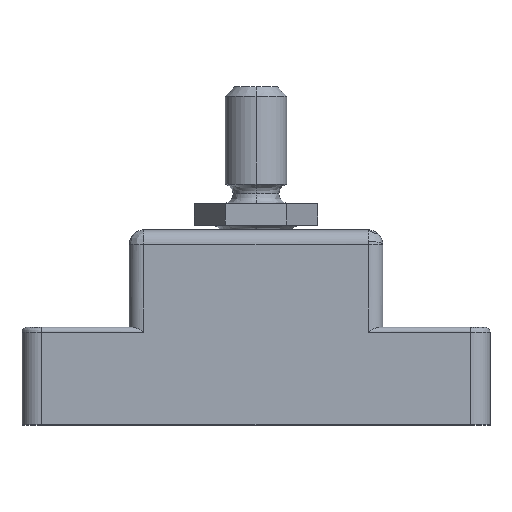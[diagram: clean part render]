
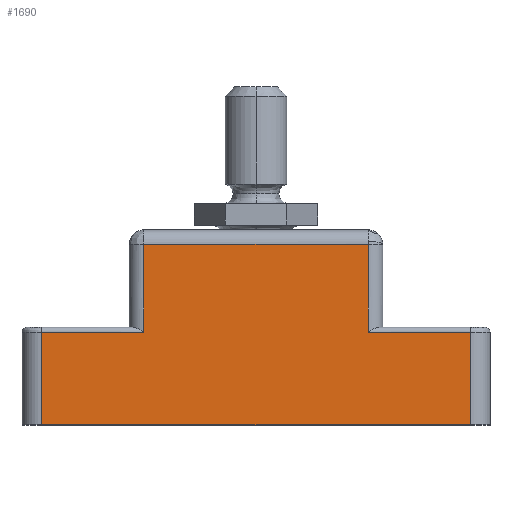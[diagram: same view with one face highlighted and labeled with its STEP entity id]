
A CAD part, top view. The second image highlights one B-rep face of the part: STEP entity #1690.
In plain terms, the highlighted planar face has unit normal (0, 0, 1).
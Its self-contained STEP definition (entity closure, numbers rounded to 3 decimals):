
#8 = VECTOR ( 'NONE', #5001, 1000. ) ;
#212 = LINE ( 'NONE', #19896, #2546 ) ;
#332 = ORIENTED_EDGE ( 'NONE', *, *, #16696, .F. ) ;
#634 = VERTEX_POINT ( 'NONE', #24539 ) ;
#1479 = ORIENTED_EDGE ( 'NONE', *, *, #7268, .F. ) ;
#1673 = DIRECTION ( 'NONE',  ( 0., 0., -1. ) ) ;
#1690 = ADVANCED_FACE ( 'NONE', ( #23316 ), #5451, .F. ) ;
#2062 = VERTEX_POINT ( 'NONE', #10132 ) ;
#2546 = VECTOR ( 'NONE', #4114, 1000. ) ;
#2725 = EDGE_LOOP ( 'NONE', ( #11719, #5698, #12867, #14251, #1479, #6223, #332, #11578 ) ) ;
#2726 = DIRECTION ( 'NONE',  ( -1., 0., 0. ) ) ;
#3154 = DIRECTION ( 'NONE',  ( 1., 0., 0. ) ) ;
#4114 = DIRECTION ( 'NONE',  ( 0., 1., 0. ) ) ;
#5001 = DIRECTION ( 'NONE',  ( 0., -1., 0. ) ) ;
#5316 = CARTESIAN_POINT ( 'NONE',  ( -24., 10., 14. ) ) ;
#5419 = CARTESIAN_POINT ( 'NONE',  ( 22., 9.5, 14. ) ) ;
#5451 = PLANE ( 'NONE',  #15569 ) ;
#5526 = VECTOR ( 'NONE', #13776, 1000. ) ;
#5698 = ORIENTED_EDGE ( 'NONE', *, *, #20577, .F. ) ;
#5983 = CARTESIAN_POINT ( 'NONE',  ( -22., 9.5, 14. ) ) ;
#6223 = ORIENTED_EDGE ( 'NONE', *, *, #12574, .F. ) ;
#6582 = VECTOR ( 'NONE', #3154, 1000. ) ;
#6992 = CARTESIAN_POINT ( 'NONE',  ( 11.5, 10., 14. ) ) ;
#7268 = EDGE_CURVE ( 'NONE', #2062, #9074, #19078, .T. ) ;
#7322 = DIRECTION ( 'NONE',  ( 1., 0., 0. ) ) ;
#8268 = VECTOR ( 'NONE', #9622, 1000. ) ;
#9074 = VERTEX_POINT ( 'NONE', #5419 ) ;
#9622 = DIRECTION ( 'NONE',  ( 0., 1., 0. ) ) ;
#9987 = EDGE_CURVE ( 'NONE', #12170, #14319, #13549, .T. ) ;
#10132 = CARTESIAN_POINT ( 'NONE',  ( 11.5, 9.5, 14. ) ) ;
#10237 = CARTESIAN_POINT ( 'NONE',  ( -24., 9.5, 14. ) ) ;
#10240 = CARTESIAN_POINT ( 'NONE',  ( -11.5, 18.5, 14. ) ) ;
#10739 = VERTEX_POINT ( 'NONE', #5983 ) ;
#10760 = LINE ( 'NONE', #24456, #25048 ) ;
#11123 = CARTESIAN_POINT ( 'NONE',  ( -11.5, 9.5, 14. ) ) ;
#11219 = DIRECTION ( 'NONE',  ( 0., 1., 0. ) ) ;
#11221 = VERTEX_POINT ( 'NONE', #23649 ) ;
#11578 = ORIENTED_EDGE ( 'NONE', *, *, #9987, .F. ) ;
#11719 = ORIENTED_EDGE ( 'NONE', *, *, #20934, .F. ) ;
#12170 = VERTEX_POINT ( 'NONE', #11123 ) ;
#12574 = EDGE_CURVE ( 'NONE', #634, #2062, #24987, .T. ) ;
#12867 = ORIENTED_EDGE ( 'NONE', *, *, #22486, .F. ) ;
#12968 = LINE ( 'NONE', #13225, #16632 ) ;
#13225 = CARTESIAN_POINT ( 'NONE',  ( -24., 18.5, 14. ) ) ;
#13518 = VECTOR ( 'NONE', #2726, 1000. ) ;
#13549 = LINE ( 'NONE', #19611, #8268 ) ;
#13776 = DIRECTION ( 'NONE',  ( 1., 0., 0. ) ) ;
#14251 = ORIENTED_EDGE ( 'NONE', *, *, #18512, .F. ) ;
#14319 = VERTEX_POINT ( 'NONE', #10240 ) ;
#14987 = VERTEX_POINT ( 'NONE', #16305 ) ;
#15000 = CARTESIAN_POINT ( 'NONE',  ( -24., 9.5, 14. ) ) ;
#15569 = AXIS2_PLACEMENT_3D ( 'NONE', #5316, #1673, #11219 ) ;
#16305 = CARTESIAN_POINT ( 'NONE',  ( -22., 0., 14. ) ) ;
#16632 = VECTOR ( 'NONE', #7322, 1000. ) ;
#16696 = EDGE_CURVE ( 'NONE', #14319, #634, #12968, .T. ) ;
#18144 = CARTESIAN_POINT ( 'NONE',  ( -24., 0., 14. ) ) ;
#18512 = EDGE_CURVE ( 'NONE', #9074, #11221, #10760, .T. ) ;
#18930 = DIRECTION ( 'NONE',  ( 0., -1., 0. ) ) ;
#19078 = LINE ( 'NONE', #15000, #6582 ) ;
#19611 = CARTESIAN_POINT ( 'NONE',  ( -11.5, 10., 14. ) ) ;
#19896 = CARTESIAN_POINT ( 'NONE',  ( -22., 10., 14. ) ) ;
#20577 = EDGE_CURVE ( 'NONE', #14987, #10739, #212, .T. ) ;
#20934 = EDGE_CURVE ( 'NONE', #10739, #12170, #21793, .T. ) ;
#21793 = LINE ( 'NONE', #10237, #5526 ) ;
#22315 = LINE ( 'NONE', #18144, #13518 ) ;
#22486 = EDGE_CURVE ( 'NONE', #11221, #14987, #22315, .T. ) ;
#23316 = FACE_OUTER_BOUND ( 'NONE', #2725, .T. ) ;
#23649 = CARTESIAN_POINT ( 'NONE',  ( 22., 0., 14. ) ) ;
#24456 = CARTESIAN_POINT ( 'NONE',  ( 22., 10., 14. ) ) ;
#24539 = CARTESIAN_POINT ( 'NONE',  ( 11.5, 18.5, 14. ) ) ;
#24987 = LINE ( 'NONE', #6992, #8 ) ;
#25048 = VECTOR ( 'NONE', #18930, 1000. ) ;
